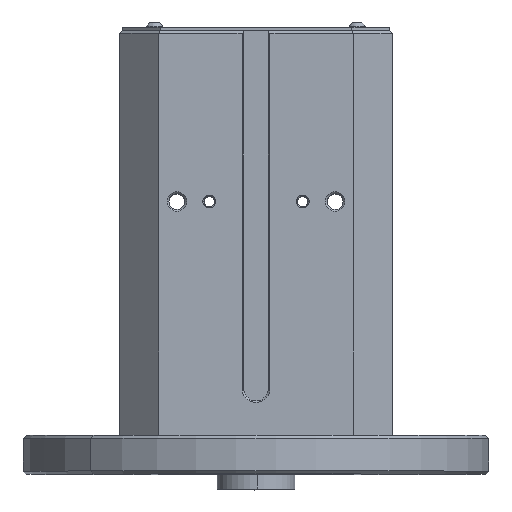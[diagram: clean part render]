
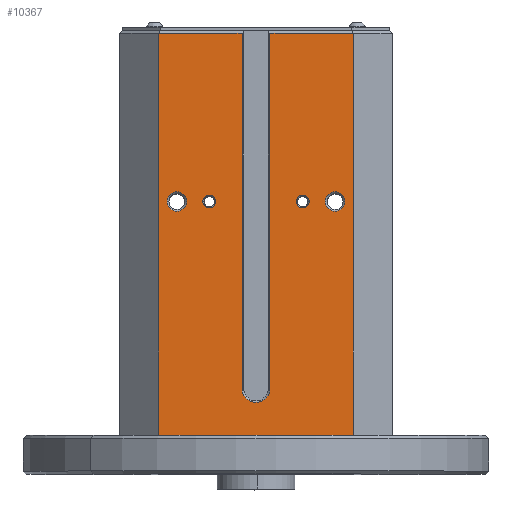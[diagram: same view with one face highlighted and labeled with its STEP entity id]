
A CAD part, top view. The second image highlights one B-rep face of the part: STEP entity #10367.
In plain terms, the highlighted face is planar.
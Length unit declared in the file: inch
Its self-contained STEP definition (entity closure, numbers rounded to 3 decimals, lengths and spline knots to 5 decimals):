
#27 = ORIENTED_EDGE ( 'NONE', *, *, #8048, .F. ) ;
#89 = DIRECTION ( 'NONE',  ( -0.707, 0.707, 0. ) ) ;
#132 = VERTEX_POINT ( 'NONE', #8217 ) ;
#137 = EDGE_LOOP ( 'NONE', ( #4071, #4062 ) ) ;
#239 = AXIS2_PLACEMENT_3D ( 'NONE', #2460, #7201, #6310 ) ;
#263 = EDGE_CURVE ( 'NONE', #132, #1730, #1817, .T. ) ;
#294 = AXIS2_PLACEMENT_3D ( 'NONE', #2049, #5728, #1137 ) ;
#341 = CARTESIAN_POINT ( 'NONE',  ( 1.02169, 3.85011, 6.90551 ) ) ;
#424 = DIRECTION ( 'NONE',  ( 0.707, 0.707, 0. ) ) ;
#429 = CIRCLE ( 'NONE', #8696, 0.1624 ) ;
#444 = AXIS2_PLACEMENT_3D ( 'NONE', #8454, #4010, #7549 ) ;
#461 = CIRCLE ( 'NONE', #11768, 0.1624 ) ;
#477 = ORIENTED_EDGE ( 'NONE', *, *, #1589, .F. ) ;
#537 = FACE_BOUND ( 'NONE', #2782, .T. ) ;
#779 = CARTESIAN_POINT ( 'NONE',  ( 2.68577, 2.18603, 2.1811 ) ) ;
#797 = EDGE_CURVE ( 'NONE', #6648, #2035, #6975, .T. ) ;
#799 = CARTESIAN_POINT ( 'NONE',  ( 4.02411, 0.84769, 6.90551 ) ) ;
#807 = AXIS2_PLACEMENT_3D ( 'NONE', #4038, #6801, #2406 ) ;
#1137 = DIRECTION ( 'NONE',  ( -0.707, 0.707, 0. ) ) ;
#1283 = AXIS2_PLACEMENT_3D ( 'NONE', #1667, #5342, #5018 ) ;
#1322 = PLANE ( 'NONE',  #807 ) ;
#1403 = CARTESIAN_POINT ( 'NONE',  ( 0., 4.8718, 11.15748 ) ) ;
#1589 = EDGE_CURVE ( 'NONE', #7671, #10488, #5712, .T. ) ;
#1667 = CARTESIAN_POINT ( 'NONE',  ( 3.85011, 1.02169, 6.90551 ) ) ;
#1730 = VERTEX_POINT ( 'NONE', #11450 ) ;
#1748 = CARTESIAN_POINT ( 'NONE',  ( 4.17583, 0.69597, 1. ) ) ;
#1817 = CIRCLE ( 'NONE', #11211, 0.24606 ) ;
#2007 = VERTEX_POINT ( 'NONE', #8476 ) ;
#2035 = VERTEX_POINT ( 'NONE', #799 ) ;
#2044 = DIRECTION ( 'NONE',  ( -0.707, 0.707, 0. ) ) ;
#2049 = CARTESIAN_POINT ( 'NONE',  ( 1.02169, 3.85011, 6.90551 ) ) ;
#2269 = LINE ( 'NONE', #7805, #2619 ) ;
#2406 = DIRECTION ( 'NONE',  ( 0.707, -0.707, 0. ) ) ;
#2413 = CARTESIAN_POINT ( 'NONE',  ( 3.67612, 1.19568, 6.90551 ) ) ;
#2460 = CARTESIAN_POINT ( 'NONE',  ( 3.27106, 1.60073, 6.90551 ) ) ;
#2619 = VECTOR ( 'NONE', #3289, 39.37008 ) ;
#2687 = EDGE_CURVE ( 'NONE', #4235, #10104, #429, .T. ) ;
#2688 = EDGE_CURVE ( 'NONE', #10488, #4906, #6638, .T. ) ;
#2757 = CARTESIAN_POINT ( 'NONE',  ( 2.18603, 2.68577, 2.1811 ) ) ;
#2782 = EDGE_LOOP ( 'NONE', ( #5160, #5955 ) ) ;
#2834 = DIRECTION ( 'NONE',  ( 0.707, 0.707, 0. ) ) ;
#2988 = EDGE_CURVE ( 'NONE', #9836, #5487, #6509, .T. ) ;
#3289 = DIRECTION ( 'NONE',  ( -0.707, 0.707, 0. ) ) ;
#3314 = ORIENTED_EDGE ( 'NONE', *, *, #8187, .F. ) ;
#3320 = AXIS2_PLACEMENT_3D ( 'NONE', #11037, #2834, #2044 ) ;
#3423 = EDGE_LOOP ( 'NONE', ( #3450, #4223 ) ) ;
#3450 = ORIENTED_EDGE ( 'NONE', *, *, #263, .F. ) ;
#3761 = EDGE_CURVE ( 'NONE', #4906, #6707, #3913, .T. ) ;
#3797 = DIRECTION ( 'NONE',  ( 0., 0., 1. ) ) ;
#3856 = EDGE_CURVE ( 'NONE', #10895, #6844, #6604, .T. ) ;
#3867 = CARTESIAN_POINT ( 'NONE',  ( 3.27106, 1.60073, 6.90551 ) ) ;
#3913 = CIRCLE ( 'NONE', #5443, 0.35337 ) ;
#4010 = DIRECTION ( 'NONE',  ( 0.707, 0.707, 0. ) ) ;
#4038 = CARTESIAN_POINT ( 'NONE',  ( 0., 4.8718, 11.23622 ) ) ;
#4062 = ORIENTED_EDGE ( 'NONE', *, *, #3856, .F. ) ;
#4071 = ORIENTED_EDGE ( 'NONE', *, *, #11451, .F. ) ;
#4107 = DIRECTION ( 'NONE',  ( -0.707, 0.707, 0. ) ) ;
#4186 = LINE ( 'NONE', #1403, #4881 ) ;
#4223 = ORIENTED_EDGE ( 'NONE', *, *, #5069, .F. ) ;
#4235 = VERTEX_POINT ( 'NONE', #8623 ) ;
#4236 = CARTESIAN_POINT ( 'NONE',  ( 1.60073, 3.27106, 6.90551 ) ) ;
#4611 = CARTESIAN_POINT ( 'NONE',  ( 4.17583, 0.69597, 11.23622 ) ) ;
#4723 = CIRCLE ( 'NONE', #294, 0.24606 ) ;
#4881 = VECTOR ( 'NONE', #6829, 39.37008 ) ;
#4906 = VERTEX_POINT ( 'NONE', #779 ) ;
#5018 = DIRECTION ( 'NONE',  ( -0.707, 0.707, 0. ) ) ;
#5056 = VECTOR ( 'NONE', #9499, 39.37008 ) ;
#5069 = EDGE_CURVE ( 'NONE', #1730, #132, #4723, .T. ) ;
#5160 = ORIENTED_EDGE ( 'NONE', *, *, #797, .F. ) ;
#5277 = CARTESIAN_POINT ( 'NONE',  ( 1.71557, 3.15623, 6.90551 ) ) ;
#5314 = ORIENTED_EDGE ( 'NONE', *, *, #3761, .F. ) ;
#5342 = DIRECTION ( 'NONE',  ( 0.707, 0.707, 0. ) ) ;
#5422 = LINE ( 'NONE', #9247, #7851 ) ;
#5443 = AXIS2_PLACEMENT_3D ( 'NONE', #11033, #7275, #7161 ) ;
#5487 = VERTEX_POINT ( 'NONE', #6676 ) ;
#5655 = ORIENTED_EDGE ( 'NONE', *, *, #6270, .F. ) ;
#5712 = LINE ( 'NONE', #11866, #7702 ) ;
#5728 = DIRECTION ( 'NONE',  ( 0.707, 0.707, 0. ) ) ;
#5738 = CARTESIAN_POINT ( 'NONE',  ( 2.68577, 2.18603, 11.23622 ) ) ;
#5861 = EDGE_CURVE ( 'NONE', #2035, #6648, #9341, .T. ) ;
#5934 = DIRECTION ( 'NONE',  ( 0.707, 0.707, 0. ) ) ;
#5955 = ORIENTED_EDGE ( 'NONE', *, *, #5861, .F. ) ;
#5970 = FACE_OUTER_BOUND ( 'NONE', #10964, .T. ) ;
#6270 = EDGE_CURVE ( 'NONE', #6707, #2007, #5422, .T. ) ;
#6281 = ORIENTED_EDGE ( 'NONE', *, *, #2688, .F. ) ;
#6310 = DIRECTION ( 'NONE',  ( -0.707, 0.707, 0. ) ) ;
#6381 = CARTESIAN_POINT ( 'NONE',  ( 0.69597, 4.17583, 11.23622 ) ) ;
#6462 = EDGE_LOOP ( 'NONE', ( #11787, #27 ) ) ;
#6509 = LINE ( 'NONE', #6381, #11855 ) ;
#6604 = CIRCLE ( 'NONE', #444, 0.1624 ) ;
#6638 = LINE ( 'NONE', #5738, #5056 ) ;
#6648 = VERTEX_POINT ( 'NONE', #2413 ) ;
#6676 = CARTESIAN_POINT ( 'NONE',  ( 0.69597, 4.17583, 11.15748 ) ) ;
#6707 = VERTEX_POINT ( 'NONE', #2757 ) ;
#6741 = FACE_BOUND ( 'NONE', #137, .T. ) ;
#6801 = DIRECTION ( 'NONE',  ( -0.707, -0.707, 0. ) ) ;
#6829 = DIRECTION ( 'NONE',  ( -0.707, 0.707, 0. ) ) ;
#6844 = VERTEX_POINT ( 'NONE', #9542 ) ;
#6920 = FACE_BOUND ( 'NONE', #3423, .T. ) ;
#6975 = CIRCLE ( 'NONE', #3320, 0.24606 ) ;
#7044 = CARTESIAN_POINT ( 'NONE',  ( 2.68577, 2.18603, 11.15748 ) ) ;
#7075 = CARTESIAN_POINT ( 'NONE',  ( 3.3859, 1.4859, 6.90551 ) ) ;
#7161 = DIRECTION ( 'NONE',  ( -0.707, 0.707, 0. ) ) ;
#7201 = DIRECTION ( 'NONE',  ( 0.707, 0.707, 0. ) ) ;
#7252 = DIRECTION ( 'NONE',  ( 0.707, 0.707, 0. ) ) ;
#7275 = DIRECTION ( 'NONE',  ( 0.707, 0.707, 0. ) ) ;
#7488 = CARTESIAN_POINT ( 'NONE',  ( 0.69597, 4.17583, 1. ) ) ;
#7549 = DIRECTION ( 'NONE',  ( -0.707, 0.707, 0. ) ) ;
#7671 = VERTEX_POINT ( 'NONE', #10011 ) ;
#7702 = VECTOR ( 'NONE', #89, 39.37008 ) ;
#7805 = CARTESIAN_POINT ( 'NONE',  ( 4.17583, 0.69597, 1. ) ) ;
#7851 = VECTOR ( 'NONE', #9072, 39.37008 ) ;
#7945 = CIRCLE ( 'NONE', #239, 0.1624 ) ;
#8048 = EDGE_CURVE ( 'NONE', #10104, #4235, #7945, .T. ) ;
#8187 = EDGE_CURVE ( 'NONE', #8382, #7671, #8338, .T. ) ;
#8217 = CARTESIAN_POINT ( 'NONE',  ( 0.84769, 4.02411, 6.90551 ) ) ;
#8338 = LINE ( 'NONE', #4611, #9257 ) ;
#8382 = VERTEX_POINT ( 'NONE', #1748 ) ;
#8454 = CARTESIAN_POINT ( 'NONE',  ( 1.60073, 3.27106, 6.90551 ) ) ;
#8476 = CARTESIAN_POINT ( 'NONE',  ( 2.18603, 2.68577, 11.15748 ) ) ;
#8623 = CARTESIAN_POINT ( 'NONE',  ( 3.15623, 1.71557, 6.90551 ) ) ;
#8696 = AXIS2_PLACEMENT_3D ( 'NONE', #3867, #424, #4107 ) ;
#8834 = FACE_BOUND ( 'NONE', #6462, .T. ) ;
#9072 = DIRECTION ( 'NONE',  ( 0., 0., 1. ) ) ;
#9247 = CARTESIAN_POINT ( 'NONE',  ( 2.18603, 2.68577, 11.23622 ) ) ;
#9257 = VECTOR ( 'NONE', #11806, 39.37008 ) ;
#9341 = CIRCLE ( 'NONE', #1283, 0.24606 ) ;
#9499 = DIRECTION ( 'NONE',  ( 0., 0., -1. ) ) ;
#9542 = CARTESIAN_POINT ( 'NONE',  ( 1.4859, 3.3859, 6.90551 ) ) ;
#9572 = DIRECTION ( 'NONE',  ( -0.707, 0.707, 0. ) ) ;
#9645 = EDGE_CURVE ( 'NONE', #8382, #9836, #2269, .T. ) ;
#9809 = ORIENTED_EDGE ( 'NONE', *, *, #10948, .F. ) ;
#9836 = VERTEX_POINT ( 'NONE', #7488 ) ;
#10011 = CARTESIAN_POINT ( 'NONE',  ( 4.17583, 0.69597, 11.15748 ) ) ;
#10104 = VERTEX_POINT ( 'NONE', #7075 ) ;
#10367 = ADVANCED_FACE ( 'NONE', ( #5970, #537, #6920, #8834, #6741 ), #1322, .F. ) ;
#10488 = VERTEX_POINT ( 'NONE', #7044 ) ;
#10615 = ORIENTED_EDGE ( 'NONE', *, *, #9645, .T. ) ;
#10890 = DIRECTION ( 'NONE',  ( -0.707, 0.707, 0. ) ) ;
#10895 = VERTEX_POINT ( 'NONE', #5277 ) ;
#10948 = EDGE_CURVE ( 'NONE', #2007, #5487, #4186, .T. ) ;
#10964 = EDGE_LOOP ( 'NONE', ( #6281, #477, #3314, #10615, #11737, #9809, #5655, #5314 ) ) ;
#11033 = CARTESIAN_POINT ( 'NONE',  ( 2.4359, 2.4359, 2.1811 ) ) ;
#11037 = CARTESIAN_POINT ( 'NONE',  ( 3.85011, 1.02169, 6.90551 ) ) ;
#11211 = AXIS2_PLACEMENT_3D ( 'NONE', #341, #7252, #10890 ) ;
#11450 = CARTESIAN_POINT ( 'NONE',  ( 1.19568, 3.67612, 6.90551 ) ) ;
#11451 = EDGE_CURVE ( 'NONE', #6844, #10895, #461, .T. ) ;
#11737 = ORIENTED_EDGE ( 'NONE', *, *, #2988, .T. ) ;
#11768 = AXIS2_PLACEMENT_3D ( 'NONE', #4236, #5934, #9572 ) ;
#11787 = ORIENTED_EDGE ( 'NONE', *, *, #2687, .F. ) ;
#11806 = DIRECTION ( 'NONE',  ( 0., 0., 1. ) ) ;
#11855 = VECTOR ( 'NONE', #3797, 39.37008 ) ;
#11866 = CARTESIAN_POINT ( 'NONE',  ( 0., 4.8718, 11.15748 ) ) ;
